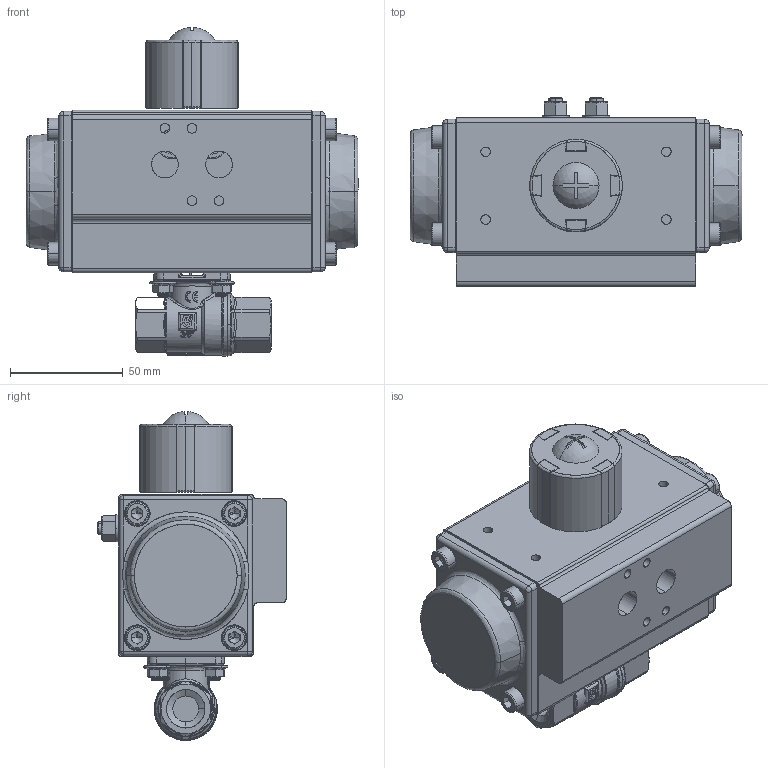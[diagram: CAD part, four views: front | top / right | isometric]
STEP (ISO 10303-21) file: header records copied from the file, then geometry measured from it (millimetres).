
FILE_DESCRIPTION (( 'STEP AP214' ), '1' );
FILE_NAME ('PK01_DN08_einfachwirkend (PK01010001).STEP', '2022-01-14T13:10:43', ( '' ), ( '' ), 'SwSTEP 2.0', 'SolidWorks 2021', '' );
FILE_SCHEMA (( 'AUTOMOTIVE_DESIGN' ));
Length unit declared in the file: metre
Products named in the file (1): PK01_DN08_einfachwirkend (PK01010001)
Bounding box: 147 x 83.5 x 145.65 mm (x, y, z)
Surface area: 74633.9 mm2 (no closed solid volume)
Topology: 0 solids, 818 shells, 1026 faces, 4774 edges, 4512 vertices
Faces by surface type: plane 348, cylinder 260, bspline 252, cone 156, torus 8, sphere 2
Entity records: 85834 total; most frequent: CARTESIAN_POINT 40633, DIRECTION 5863, ORIENTED_EDGE 5146, EDGE_CURVE 4738, VERTEX_POINT 4512, AXIS2_PLACEMENT_3D 1982, VECTOR 1899, LINE 1899
